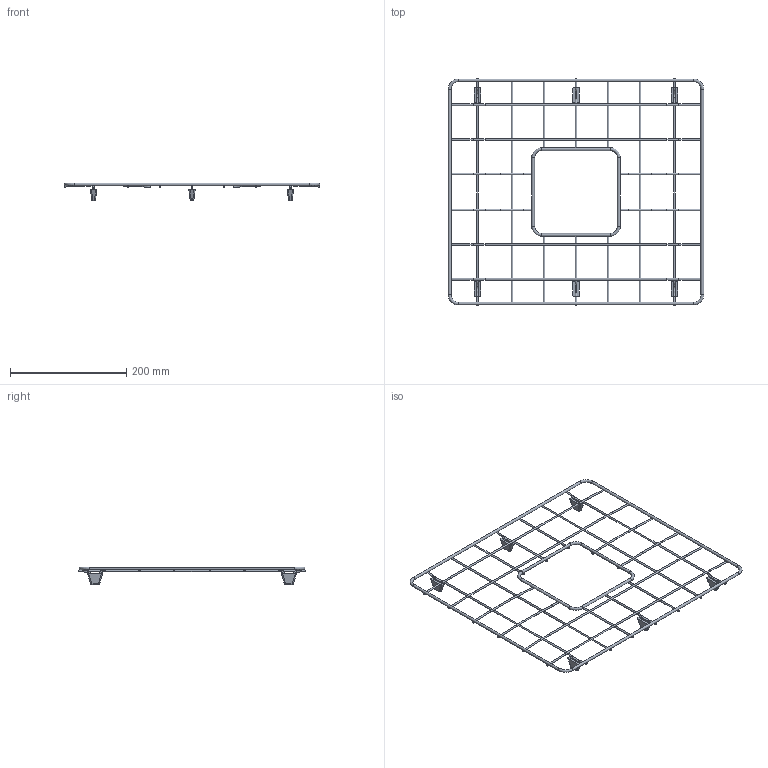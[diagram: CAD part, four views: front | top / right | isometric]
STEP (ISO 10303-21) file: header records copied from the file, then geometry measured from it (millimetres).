
FILE_DESCRIPTION(/* description */ (''),/* implementation_level */ '2;1');
FILE_NAME(/* name */ '1136_Evye Tel.stp',/* time_stamp */ '2016-12-26T10:30:01+03:00',/* author */ (''),/* organization */ (''),/* preprocessor_version */ 'ST-DEVELOPER v16',/* originating_system */ 'SIEMENS PLM Software NX 10.0',/* authorisation */ '');
FILE_SCHEMA (('AP203_CONFIGURATION_CONTROLLED_3D_DESIGN_OF_MECHANICAL_PARTS_AND_ASSEMBLIES_MIM_LF { 1 0 10303 403 2 1 2}'));
Length unit declared in the file: millimetre
Products named in the file (1): Can07EC021Es1qs
Bounding box: 439.19 x 388.85 x 30.73 mm (x, y, z)
Volume: 87983.2 mm3; surface area: 90162.2 mm2
Topology: 26 solids, 26 shells, 276 faces, 547 edges, 301 vertices
Faces by surface type: plane 78, cylinder 72, bspline 60, torus 42, sphere 24
Full cylindrical faces by diameter (mm): 3 x52, 4.8 x8
Entity records: 7434 total; most frequent: CARTESIAN_POINT 2665, DIRECTION 914, ORIENTED_EDGE 816, AXIS2_PLACEMENT_3D 409, EDGE_CURVE 408, EDGE_LOOP 384, VERTEX_POINT 288, ADVANCED_FACE 276
